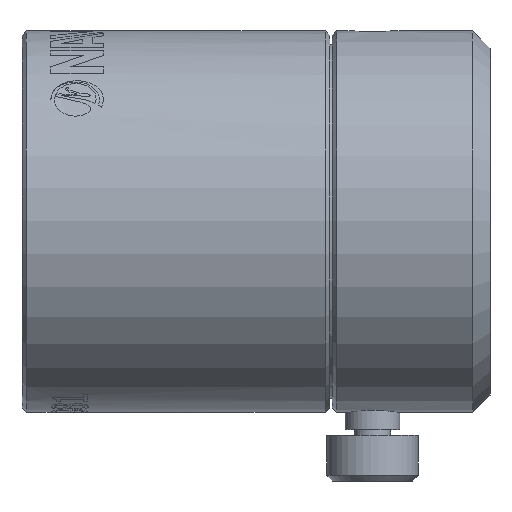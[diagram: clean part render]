
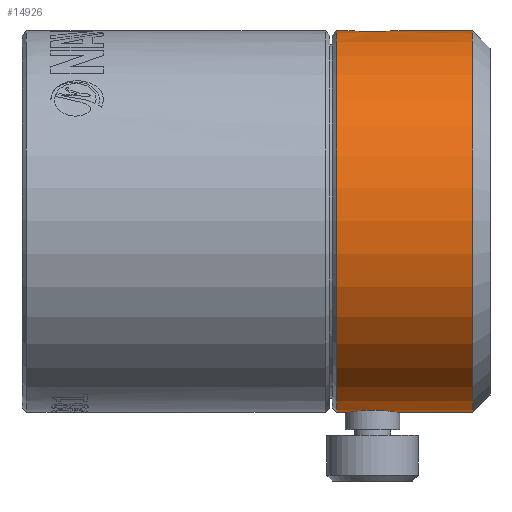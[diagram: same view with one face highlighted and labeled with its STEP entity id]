
A CAD part, top view. The second image highlights one B-rep face of the part: STEP entity #14926.
In plain terms, the highlighted cylindrical face has radius 16.51 mm (diameter 33.02 mm), a full revolution.
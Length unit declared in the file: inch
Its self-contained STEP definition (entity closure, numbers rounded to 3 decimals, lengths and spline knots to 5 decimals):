
#14279=CARTESIAN_POINT('',(0.23274,-0.65,0.0));
#14280=VERTEX_POINT('',#14279);
#14281=CARTESIAN_POINT('',(0.04274,-0.65,0.0));
#14282=VERTEX_POINT('',#14281);
#14283=CARTESIAN_POINT('',(0.23274,-0.65,0.));
#14284=CARTESIAN_POINT('',(0.23274,-0.65,-0.01195));
#14285=CARTESIAN_POINT('',(0.23035,-0.64964,-0.02468));
#14286=CARTESIAN_POINT('',(0.22065,-0.64833,-0.04808));
#14287=CARTESIAN_POINT('',(0.21334,-0.64739,-0.05875));
#14288=CARTESIAN_POINT('',(0.19649,-0.64564,-0.0756));
#14289=CARTESIAN_POINT('',(0.18582,-0.64471,-0.08291));
#14290=CARTESIAN_POINT('',(0.16242,-0.64339,-0.09261));
#14291=CARTESIAN_POINT('',(0.14969,-0.64302,-0.095));
#14292=CARTESIAN_POINT('',(0.12579,-0.64302,-0.095));
#14293=CARTESIAN_POINT('',(0.11306,-0.64339,-0.09261));
#14294=CARTESIAN_POINT('',(0.08966,-0.64471,-0.08291));
#14295=CARTESIAN_POINT('',(0.07899,-0.64564,-0.0756));
#14296=CARTESIAN_POINT('',(0.06214,-0.64739,-0.05875));
#14297=CARTESIAN_POINT('',(0.05483,-0.64833,-0.04808));
#14298=CARTESIAN_POINT('',(0.04513,-0.64964,-0.02468));
#14299=CARTESIAN_POINT('',(0.04274,-0.65,-0.01195));
#14300=CARTESIAN_POINT('',(0.04274,-0.65,0.));
#14301=B_SPLINE_CURVE_WITH_KNOTS('',3,(#14283,#14284,#14285,#14286,#14287,#14288,#14289,#14290,#14291,#14292,#14293,#14294,#14295,#14296,#14297,#14298,#14299,#14300),.UNSPECIFIED.,.F.,.U.,(4,2,2,2,2,2,2,2,4),(0.36414,0.45517,0.54621,0.63724,0.72828,0.81931,0.91035,1.00138,1.09242),.UNSPECIFIED.);
#14302=EDGE_CURVE('',#14280,#14282,#14301,.T.);
#14304=CARTESIAN_POINT('',(0.04274,-0.65,0.));
#14305=CARTESIAN_POINT('',(0.04274,-0.65,0.01195));
#14306=CARTESIAN_POINT('',(0.04513,-0.64964,0.02468));
#14307=CARTESIAN_POINT('',(0.05483,-0.64833,0.04808));
#14308=CARTESIAN_POINT('',(0.06214,-0.64739,0.05875));
#14309=CARTESIAN_POINT('',(0.07899,-0.64564,0.0756));
#14310=CARTESIAN_POINT('',(0.08966,-0.64471,0.08291));
#14311=CARTESIAN_POINT('',(0.11306,-0.64339,0.09261));
#14312=CARTESIAN_POINT('',(0.12579,-0.64302,0.095));
#14313=CARTESIAN_POINT('',(0.13774,-0.64302,0.095));
#14314=CARTESIAN_POINT('',(0.14969,-0.64302,0.095));
#14315=CARTESIAN_POINT('',(0.16242,-0.64339,0.09261));
#14316=CARTESIAN_POINT('',(0.18582,-0.64471,0.08291));
#14317=CARTESIAN_POINT('',(0.19649,-0.64564,0.0756));
#14318=CARTESIAN_POINT('',(0.21334,-0.64739,0.05875));
#14319=CARTESIAN_POINT('',(0.22065,-0.64833,0.04808));
#14320=CARTESIAN_POINT('',(0.23035,-0.64964,0.02468));
#14321=CARTESIAN_POINT('',(0.23274,-0.65,0.01195));
#14322=CARTESIAN_POINT('',(0.23274,-0.65,0.0));
#14323=B_SPLINE_CURVE_WITH_KNOTS('',3,(#14304,#14305,#14306,#14307,#14308,#14309,#14310,#14311,#14312,#14313,#14314,#14315,#14316,#14317,#14318,#14319,#14320,#14321,#14322),.UNSPECIFIED.,.F.,.U.,(4,2,2,2,3,2,2,2,4),(1.09242,1.18345,1.27448,1.36552,1.45656,1.54759,1.63863,1.72966,1.82069),.UNSPECIFIED.);
#14324=EDGE_CURVE('',#14282,#14280,#14323,.T.);
#14606=CARTESIAN_POINT('',(0.06824,0.65,0.0));
#14607=VERTEX_POINT('',#14606);
#14608=CARTESIAN_POINT('',(0.20724,0.65,0.0));
#14609=VERTEX_POINT('',#14608);
#14610=CARTESIAN_POINT('',(0.06824,0.65,0.));
#14611=CARTESIAN_POINT('',(0.06824,0.65,-0.00873));
#14612=CARTESIAN_POINT('',(0.06999,0.64981,-0.01805));
#14613=CARTESIAN_POINT('',(0.07708,0.6491,-0.03517));
#14614=CARTESIAN_POINT('',(0.08243,0.64861,-0.04298));
#14615=CARTESIAN_POINT('',(0.09476,0.64767,-0.05531));
#14616=CARTESIAN_POINT('',(0.10257,0.64717,-0.06066));
#14617=CARTESIAN_POINT('',(0.1197,0.64647,-0.06775));
#14618=CARTESIAN_POINT('',(0.12901,0.64627,-0.0695));
#14619=CARTESIAN_POINT('',(0.14647,0.64627,-0.0695));
#14620=CARTESIAN_POINT('',(0.15579,0.64647,-0.06775));
#14621=CARTESIAN_POINT('',(0.17291,0.64717,-0.06066));
#14622=CARTESIAN_POINT('',(0.18072,0.64767,-0.05531));
#14623=CARTESIAN_POINT('',(0.19305,0.64861,-0.04298));
#14624=CARTESIAN_POINT('',(0.1984,0.6491,-0.03517));
#14625=CARTESIAN_POINT('',(0.20549,0.64981,-0.01805));
#14626=CARTESIAN_POINT('',(0.20724,0.65,-0.00873));
#14627=CARTESIAN_POINT('',(0.20724,0.65,0.));
#14628=B_SPLINE_CURVE_WITH_KNOTS('',3,(#14610,#14611,#14612,#14613,#14614,#14615,#14616,#14617,#14618,#14619,#14620,#14621,#14622,#14623,#14624,#14625,#14626,#14627),.UNSPECIFIED.,.F.,.U.,(4,2,2,2,2,2,2,2,4),(0.2662,0.33276,0.39931,0.46586,0.53241,0.59896,0.66551,0.73206,0.79861),.UNSPECIFIED.);
#14629=EDGE_CURVE('',#14607,#14609,#14628,.T.);
#14631=CARTESIAN_POINT('',(0.20724,0.65,0.));
#14632=CARTESIAN_POINT('',(0.20724,0.65,0.00873));
#14633=CARTESIAN_POINT('',(0.20549,0.64981,0.01805));
#14634=CARTESIAN_POINT('',(0.1984,0.6491,0.03517));
#14635=CARTESIAN_POINT('',(0.19305,0.64861,0.04298));
#14636=CARTESIAN_POINT('',(0.18072,0.64767,0.05531));
#14637=CARTESIAN_POINT('',(0.17291,0.64717,0.06066));
#14638=CARTESIAN_POINT('',(0.15579,0.64647,0.06775));
#14639=CARTESIAN_POINT('',(0.14647,0.64627,0.0695));
#14640=CARTESIAN_POINT('',(0.13774,0.64627,0.0695));
#14641=CARTESIAN_POINT('',(0.12901,0.64627,0.0695));
#14642=CARTESIAN_POINT('',(0.1197,0.64647,0.06775));
#14643=CARTESIAN_POINT('',(0.10257,0.64717,0.06066));
#14644=CARTESIAN_POINT('',(0.09476,0.64767,0.05531));
#14645=CARTESIAN_POINT('',(0.08243,0.64861,0.04298));
#14646=CARTESIAN_POINT('',(0.07708,0.6491,0.03517));
#14647=CARTESIAN_POINT('',(0.06999,0.64981,0.01805));
#14648=CARTESIAN_POINT('',(0.06824,0.65,0.00873));
#14649=CARTESIAN_POINT('',(0.06824,0.65,0.));
#14650=B_SPLINE_CURVE_WITH_KNOTS('',3,(#14631,#14632,#14633,#14634,#14635,#14636,#14637,#14638,#14639,#14640,#14641,#14642,#14643,#14644,#14645,#14646,#14647,#14648,#14649),.UNSPECIFIED.,.F.,.U.,(4,2,2,2,3,2,2,2,4),(0.79861,0.86516,0.93172,0.99827,1.06482,1.13137,1.19792,1.26447,1.33102),.UNSPECIFIED.);
#14651=EDGE_CURVE('',#14609,#14607,#14650,.T.);
#14867=CARTESIAN_POINT('',(0.015,0.65,0.));
#14868=VERTEX_POINT('',#14867);
#14869=CARTESIAN_POINT('',(0.015,0.0,0.0));
#14870=DIRECTION('',(-1.0,0.0,0.0));
#14871=DIRECTION('',(0.0,-1.0,0.0));
#14872=AXIS2_PLACEMENT_3D('',#14869,#14870,#14871);
#14873=CIRCLE('',#14872,0.65);
#14874=EDGE_CURVE('',#14868,#14868,#14873,.T.);
#14899=CARTESIAN_POINT('',(0.23915,0.0,0.0));
#14900=DIRECTION('',(1.0,0.0,0.0));
#14901=DIRECTION('',(0.0,1.0,0.0));
#14902=AXIS2_PLACEMENT_3D('',#14899,#14900,#14901);
#14903=CYLINDRICAL_SURFACE('',#14902,0.65);
#14904=CARTESIAN_POINT('',(0.47829,0.65,0.0));
#14905=VERTEX_POINT('',#14904);
#14906=CARTESIAN_POINT('',(0.47829,0.0,0.0));
#14907=DIRECTION('',(1.0,0.0,0.0));
#14908=DIRECTION('',(0.0,1.0,0.0));
#14909=AXIS2_PLACEMENT_3D('',#14906,#14907,#14908);
#14910=CIRCLE('',#14909,0.65);
#14911=EDGE_CURVE('',#14905,#14905,#14910,.T.);
#14912=ORIENTED_EDGE('',*,*,#14911,.F.);
#14913=EDGE_LOOP('',(#14912));
#14914=FACE_OUTER_BOUND('',#14913,.T.);
#14915=ORIENTED_EDGE('',*,*,#14302,.T.);
#14916=ORIENTED_EDGE('',*,*,#14324,.T.);
#14917=EDGE_LOOP('',(#14915,#14916));
#14918=FACE_BOUND('',#14917,.T.);
#14919=ORIENTED_EDGE('',*,*,#14629,.T.);
#14920=ORIENTED_EDGE('',*,*,#14651,.T.);
#14921=EDGE_LOOP('',(#14919,#14920));
#14922=FACE_BOUND('',#14921,.T.);
#14923=ORIENTED_EDGE('',*,*,#14874,.F.);
#14924=EDGE_LOOP('',(#14923));
#14925=FACE_BOUND('',#14924,.T.);
#14926=ADVANCED_FACE('',(#14914,#14918,#14922,#14925),#14903,.T.);
